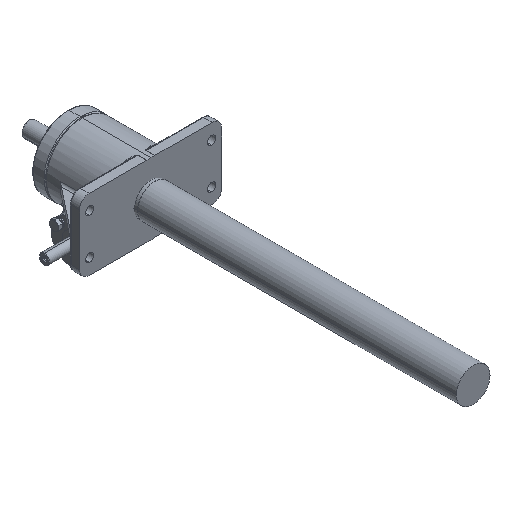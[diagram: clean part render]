
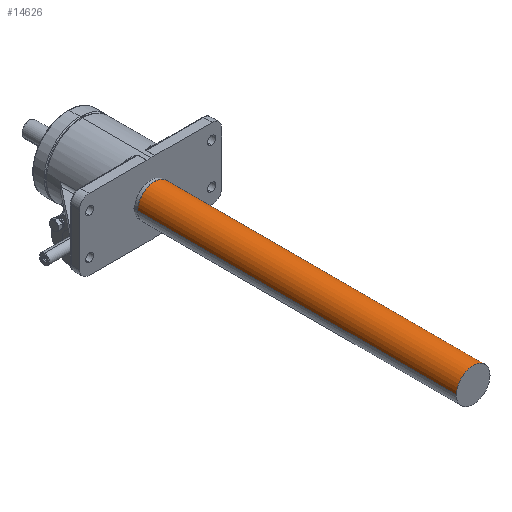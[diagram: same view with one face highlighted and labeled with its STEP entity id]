
A CAD part, isometric view. The second image highlights one B-rep face of the part: STEP entity #14626.
In plain terms, the highlighted cylindrical face has radius 21.082 mm (diameter 42.164 mm), a partial arc.
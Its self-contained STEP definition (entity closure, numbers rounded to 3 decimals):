
#91 = DIRECTION ( 'NONE',  ( -1., 0., 0. ) ) ;
#1042 = LINE ( 'NONE', #11155, #13071 ) ;
#1351 = CARTESIAN_POINT ( 'NONE',  ( -111.602, 0., -21.082 ) ) ;
#2215 = AXIS2_PLACEMENT_3D ( 'NONE', #10760, #18009, #12077 ) ;
#2963 = ORIENTED_EDGE ( 'NONE', *, *, #13672, .T. ) ;
#3034 = AXIS2_PLACEMENT_3D ( 'NONE', #15736, #91, #13047 ) ;
#3223 = EDGE_CURVE ( 'NONE', #5713, #6527, #1042, .T. ) ;
#3954 = VERTEX_POINT ( 'NONE', #14856 ) ;
#4020 = AXIS2_PLACEMENT_3D ( 'NONE', #9230, #15034, #14752 ) ;
#4524 = FACE_OUTER_BOUND ( 'NONE', #8979, .T. ) ;
#5407 = ORIENTED_EDGE ( 'NONE', *, *, #3223, .F. ) ;
#5713 = VERTEX_POINT ( 'NONE', #11492 ) ;
#6266 = CYLINDRICAL_SURFACE ( 'NONE', #2215, 21.082 ) ;
#6362 = VECTOR ( 'NONE', #15681, 1000. ) ;
#6527 = VERTEX_POINT ( 'NONE', #15367 ) ;
#7136 = ORIENTED_EDGE ( 'NONE', *, *, #11949, .F. ) ;
#8939 = EDGE_CURVE ( 'NONE', #13243, #3954, #14434, .T. ) ;
#8979 = EDGE_LOOP ( 'NONE', ( #2963, #9787, #7136, #5407 ) ) ;
#9230 = CARTESIAN_POINT ( 'NONE',  ( 417.75, 0., 0. ) ) ;
#9787 = ORIENTED_EDGE ( 'NONE', *, *, #8939, .T. ) ;
#10760 = CARTESIAN_POINT ( 'NONE',  ( -111.602, 0., 0. ) ) ;
#10853 = CARTESIAN_POINT ( 'NONE',  ( 417.75, 0., -21.082 ) ) ;
#11155 = CARTESIAN_POINT ( 'NONE',  ( -111.602, 0., 21.082 ) ) ;
#11293 = CIRCLE ( 'NONE', #3034, 21.082 ) ;
#11492 = CARTESIAN_POINT ( 'NONE',  ( 417.75, 0., 21.082 ) ) ;
#11949 = EDGE_CURVE ( 'NONE', #6527, #3954, #11293, .T. ) ;
#12077 = DIRECTION ( 'NONE',  ( 0., 0., 1. ) ) ;
#13047 = DIRECTION ( 'NONE',  ( 0., 0., 1. ) ) ;
#13071 = VECTOR ( 'NONE', #15641, 1000. ) ;
#13243 = VERTEX_POINT ( 'NONE', #10853 ) ;
#13672 = EDGE_CURVE ( 'NONE', #5713, #13243, #17745, .T. ) ;
#14434 = LINE ( 'NONE', #1351, #6362 ) ;
#14626 = ADVANCED_FACE ( 'NONE', ( #4524 ), #6266, .T. ) ;
#14752 = DIRECTION ( 'NONE',  ( 0., 0., 1. ) ) ;
#14856 = CARTESIAN_POINT ( 'NONE',  ( 19.05, 0., -21.082 ) ) ;
#15034 = DIRECTION ( 'NONE',  ( -1., 0., 0. ) ) ;
#15367 = CARTESIAN_POINT ( 'NONE',  ( 19.05, 0., 21.082 ) ) ;
#15641 = DIRECTION ( 'NONE',  ( -1., 0., 0. ) ) ;
#15681 = DIRECTION ( 'NONE',  ( -1., 0., 0. ) ) ;
#15736 = CARTESIAN_POINT ( 'NONE',  ( 19.05, 0., 0. ) ) ;
#17745 = CIRCLE ( 'NONE', #4020, 21.082 ) ;
#18009 = DIRECTION ( 'NONE',  ( -1., 0., 0. ) ) ;
